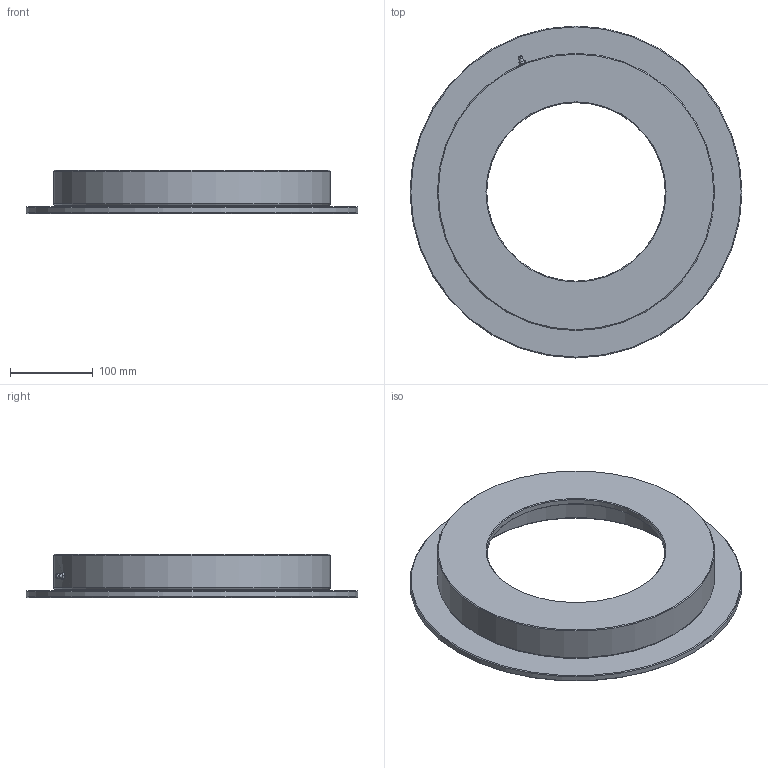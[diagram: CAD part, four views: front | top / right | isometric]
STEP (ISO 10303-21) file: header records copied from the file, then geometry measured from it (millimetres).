
FILE_DESCRIPTION (( 'STEP AP214' ), '1' );
FILE_NAME ('Z.400.14.STEP', '2017-04-06T12:22:40', ( '' ), ( '' ), 'SwSTEP 2.0', 'SolidWorks 2015', '' );
FILE_SCHEMA (( 'AUTOMOTIVE_DESIGN' ));
Length unit declared in the file: millimetre
Products named in the file (5): Grease nipple M6x1mm; Ball D14; Z.400.14 - OR; Z.400.14- IR; Z.400.14
Assembly tree (73 placements, depth 2):
  Z.400.14
    Z.400.14- IR
    Z.400.14 - OR
    Ball D14  x70
    Grease nipple M6x1mm
Bounding box: 400 x 400 x 52 mm (x, y, z)
Volume: 1691324.1 mm3; surface area: 440241 mm2
Topology: 73 solids, 73 shells, 132 faces, 344 edges, 221 vertices
Faces by surface type: sphere 70, cone 21, plane 16, torus 14, cylinder 11
Full cylindrical faces by diameter (mm): 2.5 x1, 5 x1, 6 x1, 215 x1, 281 x1, 306 x2, 309 x2, 334 x1, 400 x1
Entity records: 2337 total; most frequent: CARTESIAN_POINT 506, DIRECTION 392, AXIS2_PLACEMENT_3D 193, ORIENTED_EDGE 178, EDGE_LOOP 106, EDGE_CURVE 89, FACE_OUTER_BOUND 86, PRODUCT_DEFINITION_SHAPE 78
